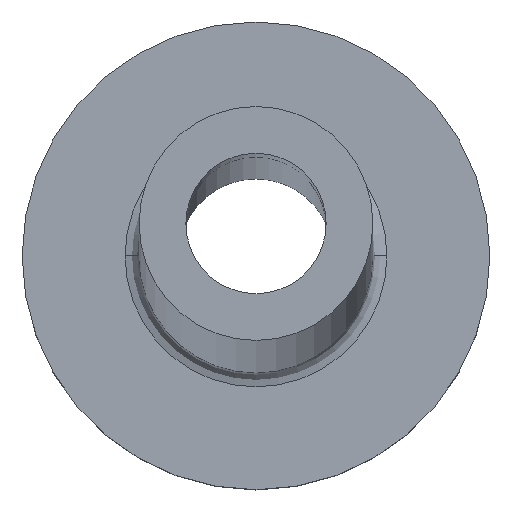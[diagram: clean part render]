
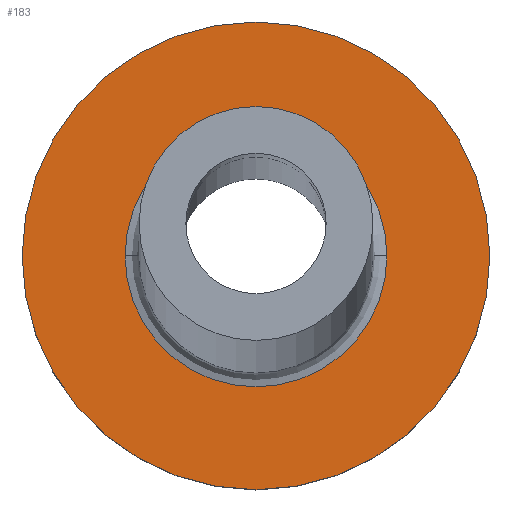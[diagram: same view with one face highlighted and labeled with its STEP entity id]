
A CAD part, top view. The second image highlights one B-rep face of the part: STEP entity #183.
In plain terms, the highlighted planar face has unit normal (0, 0, 1).
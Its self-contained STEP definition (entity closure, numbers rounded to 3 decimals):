
#1 = DIRECTION ( 'NONE',  ( 0., 0., -1. ) ) ;
#3 = EDGE_LOOP ( 'NONE', ( #345, #59 ) ) ;
#14 = DIRECTION ( 'NONE',  ( 1., 0., 0. ) ) ;
#15 = VERTEX_POINT ( 'NONE', #22 ) ;
#22 = CARTESIAN_POINT ( 'NONE',  ( -5., 0., 3. ) ) ;
#39 = AXIS2_PLACEMENT_3D ( 'NONE', #293, #1, #436 ) ;
#41 = ORIENTED_EDGE ( 'NONE', *, *, #306, .T. ) ;
#59 = ORIENTED_EDGE ( 'NONE', *, *, #376, .T. ) ;
#60 = FACE_BOUND ( 'NONE', #3, .T. ) ;
#62 = AXIS2_PLACEMENT_3D ( 'NONE', #333, #137, #223 ) ;
#63 = PLANE ( 'NONE',  #302 ) ;
#64 = EDGE_CURVE ( 'NONE', #15, #139, #344, .T. ) ;
#101 = CIRCLE ( 'NONE', #62, 2.8 ) ;
#115 = CARTESIAN_POINT ( 'NONE',  ( 0., 0., 3. ) ) ;
#118 = CIRCLE ( 'NONE', #39, 2.8 ) ;
#137 = DIRECTION ( 'NONE',  ( 0., 0., -1. ) ) ;
#139 = VERTEX_POINT ( 'NONE', #274 ) ;
#150 = AXIS2_PLACEMENT_3D ( 'NONE', #115, #404, #14 ) ;
#153 = DIRECTION ( 'NONE',  ( 0., 0., 1. ) ) ;
#168 = AXIS2_PLACEMENT_3D ( 'NONE', #418, #351, #279 ) ;
#183 = ADVANCED_FACE ( 'NONE', ( #60, #339 ), #63, .T. ) ;
#185 = VERTEX_POINT ( 'NONE', #381 ) ;
#218 = EDGE_LOOP ( 'NONE', ( #222, #41 ) ) ;
#222 = ORIENTED_EDGE ( 'NONE', *, *, #64, .T. ) ;
#223 = DIRECTION ( 'NONE',  ( 1., 0., 0. ) ) ;
#274 = CARTESIAN_POINT ( 'NONE',  ( 5., 0., 3. ) ) ;
#279 = DIRECTION ( 'NONE',  ( 1., 0., 0. ) ) ;
#293 = CARTESIAN_POINT ( 'NONE',  ( 0., 0., 3. ) ) ;
#302 = AXIS2_PLACEMENT_3D ( 'NONE', #343, #153, #416 ) ;
#306 = EDGE_CURVE ( 'NONE', #139, #15, #405, .T. ) ;
#333 = CARTESIAN_POINT ( 'NONE',  ( 0., 0., 3. ) ) ;
#336 = EDGE_CURVE ( 'NONE', #185, #349, #101, .T. ) ;
#339 = FACE_OUTER_BOUND ( 'NONE', #218, .T. ) ;
#343 = CARTESIAN_POINT ( 'NONE',  ( 0., 0., 3. ) ) ;
#344 = CIRCLE ( 'NONE', #150, 5. ) ;
#345 = ORIENTED_EDGE ( 'NONE', *, *, #336, .T. ) ;
#349 = VERTEX_POINT ( 'NONE', #403 ) ;
#351 = DIRECTION ( 'NONE',  ( 0., 0., 1. ) ) ;
#376 = EDGE_CURVE ( 'NONE', #349, #185, #118, .T. ) ;
#381 = CARTESIAN_POINT ( 'NONE',  ( 2.8, 0., 3. ) ) ;
#403 = CARTESIAN_POINT ( 'NONE',  ( -2.8, 0., 3. ) ) ;
#404 = DIRECTION ( 'NONE',  ( 0., 0., 1. ) ) ;
#405 = CIRCLE ( 'NONE', #168, 5. ) ;
#416 = DIRECTION ( 'NONE',  ( 1., 0., 0. ) ) ;
#418 = CARTESIAN_POINT ( 'NONE',  ( 0., 0., 3. ) ) ;
#436 = DIRECTION ( 'NONE',  ( 1., 0., 0. ) ) ;
